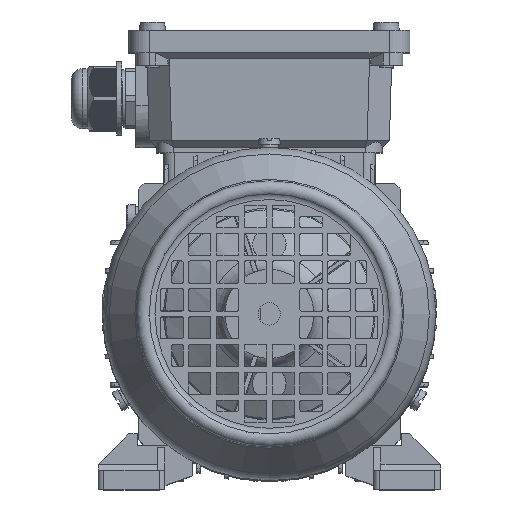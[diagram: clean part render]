
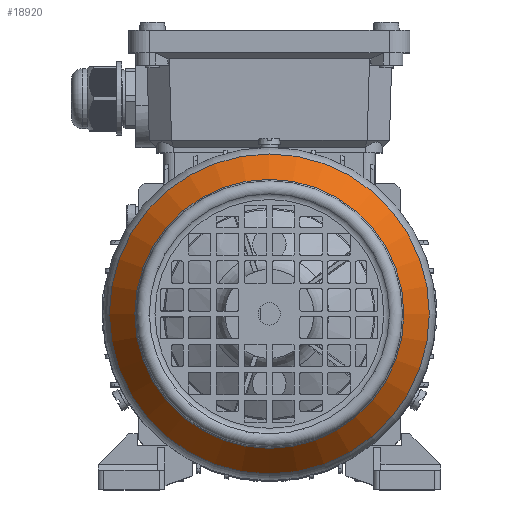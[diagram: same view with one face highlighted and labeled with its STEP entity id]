
A CAD part, top view. The second image highlights one B-rep face of the part: STEP entity #18920.
In plain terms, the highlighted conical face has half-angle 35 degrees and reference radius 57.485 mm.
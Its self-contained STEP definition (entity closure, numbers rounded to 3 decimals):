
#1041=CONICAL_SURFACE('',#69769,57.485,35.);
#18920=ADVANCED_FACE('',(#24427,#24428),#1041,.T.);
#24427=FACE_BOUND('',#26953,.T.);
#24428=FACE_BOUND('',#26954,.T.);
#26953=EDGE_LOOP('',(#37698));
#26954=EDGE_LOOP('',(#37699));
#37698=ORIENTED_EDGE('',*,*,#59490,.F.);
#37699=ORIENTED_EDGE('',*,*,#59491,.T.);
#51836=VERTEX_POINT('',#104876);
#51837=VERTEX_POINT('',#104879);
#59490=EDGE_CURVE('',#51836,#51836,#66076,.T.);
#59491=EDGE_CURVE('',#51837,#51837,#66077,.T.);
#66076=CIRCLE('',#69766,48.337);
#66077=CIRCLE('',#69768,57.485);
#69766=AXIS2_PLACEMENT_3D('',#104875,#81033,#81034);
#69768=AXIS2_PLACEMENT_3D('',#104878,#81037,#81038);
#69769=AXIS2_PLACEMENT_3D('',#104880,#81039,#81040);
#81033=DIRECTION('',(0.,0.,1.));
#81034=DIRECTION('',(1.,0.,0.));
#81037=DIRECTION('',(0.,0.,1.));
#81038=DIRECTION('',(1.,0.,0.));
#81039=DIRECTION('',(0.,0.,-1.));
#81040=DIRECTION('',(-1.,0.,0.));
#104875=CARTESIAN_POINT('',(0.,0.,165.234));
#104876=CARTESIAN_POINT('',(48.337,0.,165.234));
#104878=CARTESIAN_POINT('',(0.,0.,152.169));
#104879=CARTESIAN_POINT('',(57.485,0.,152.169));
#104880=CARTESIAN_POINT('',(0.,0.,152.169));
